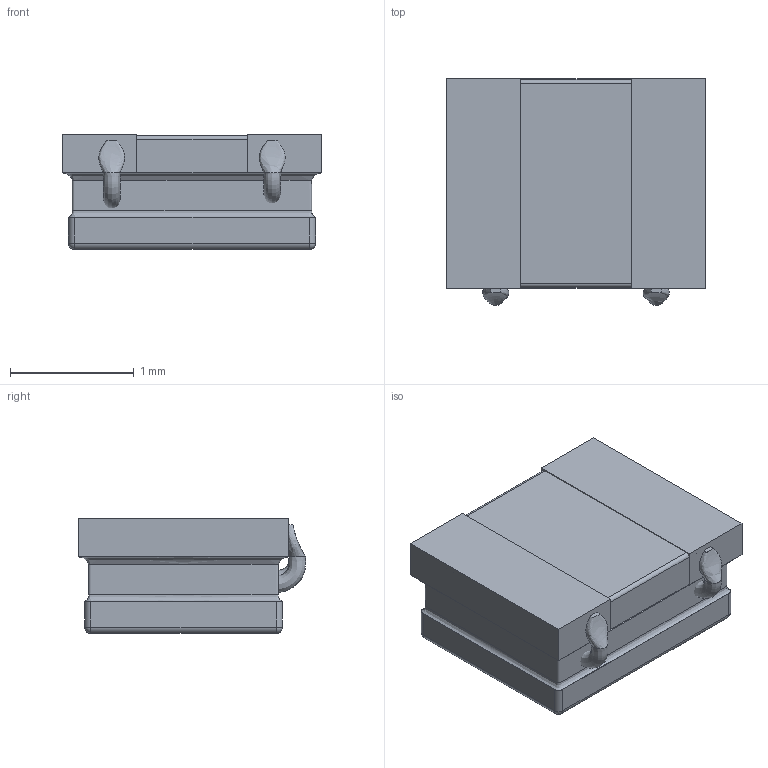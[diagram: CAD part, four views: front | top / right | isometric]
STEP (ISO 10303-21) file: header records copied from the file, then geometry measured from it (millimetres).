
FILE_DESCRIPTION(/* description */ ('Unknown'),/* implementation_level */ '2;1');
FILE_NAME(/* name */ 'UHP201609',/* time_stamp */ '2017-11-13T16:51:14+08:00',/* author */ ('Unknown'),/* organization */ ('Unknown'),/* preprocessor_version */ 'ST-DEVELOPER v16.7',/* originating_system */ 'DEX',/* authorisation */ $);
FILE_SCHEMA (('AUTOMOTIVE_DESIGN {1 0 10303 214 3 1 1}'));
Length unit declared in the file: centimetre
Products named in the file (1): UHP201609
Bounding box: 2.1 x 1.84 x 0.93 mm (x, y, z)
Surface area: 45 mm2
Topology: 4 solids, 5 shells, 85 faces, 246 edges, 169 vertices
Faces by surface type: plane 44, bspline 19, cylinder 18, sphere 4
Full cylindrical faces by diameter (mm): 0.85 x2
Entity records: 5873 total; most frequent: CARTESIAN_POINT 3454, ORIENTED_EDGE 402, DIRECTION 401, EDGE_CURVE 201, VERTEX_POINT 153, AXIS2_PLACEMENT_3D 142, EDGE_LOOP 122, FACE_BOUND 122
